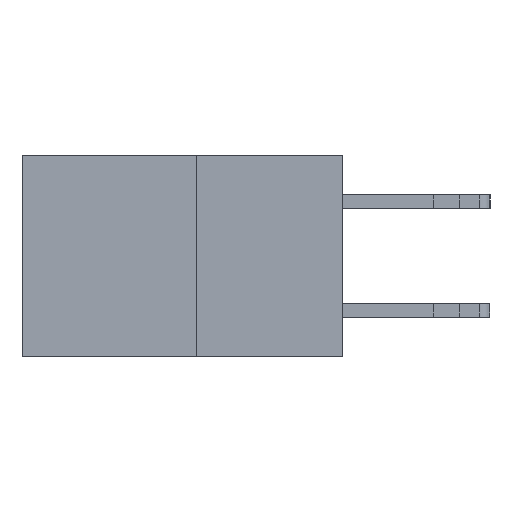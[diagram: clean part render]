
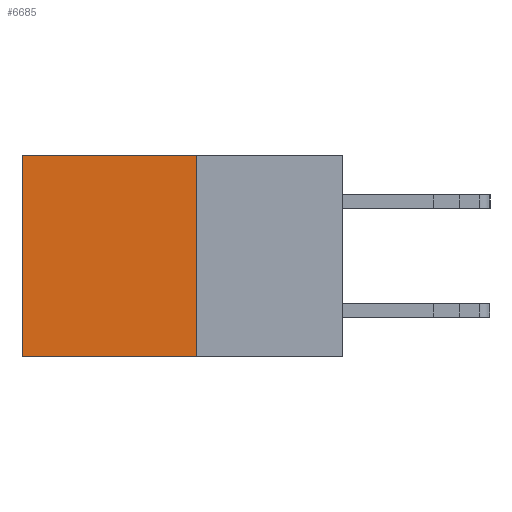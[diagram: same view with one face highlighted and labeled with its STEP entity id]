
A CAD part, left-side view. The second image highlights one B-rep face of the part: STEP entity #6685.
In plain terms, the highlighted planar face has unit normal (-1, 0, 0).
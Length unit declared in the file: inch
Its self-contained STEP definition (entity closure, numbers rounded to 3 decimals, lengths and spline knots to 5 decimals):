
#24 = ORIENTED_EDGE ( 'NONE', *, *, #25372, .F. ) ;
#1233 = CARTESIAN_POINT ( 'NONE',  ( 0.277, 0.59, -0.37 ) ) ;
#2508 = LINE ( 'NONE', #1233, #23527 ) ;
#2975 = EDGE_CURVE ( 'NONE', #7315, #26925, #14293, .T. ) ;
#3740 = DIRECTION ( 'NONE',  ( 0., 0., -1. ) ) ;
#3763 = DIRECTION ( 'NONE',  ( 1., 0., 0. ) ) ;
#3803 = PLANE ( 'NONE',  #11126 ) ;
#3923 = CARTESIAN_POINT ( 'NONE',  ( 0.277, 0.27, -0.37 ) ) ;
#4156 = CARTESIAN_POINT ( 'NONE',  ( 0.277, 0.59, 0. ) ) ;
#5748 = CARTESIAN_POINT ( 'NONE',  ( 0.277, 0.27, -0.37 ) ) ;
#5833 = ORIENTED_EDGE ( 'NONE', *, *, #13766, .T. ) ;
#6685 = ADVANCED_FACE ( 'NONE', ( #25959 ), #3803, .F. ) ;
#7315 = VERTEX_POINT ( 'NONE', #17727 ) ;
#9794 = EDGE_LOOP ( 'NONE', ( #5833, #23185, #24, #20064 ) ) ;
#11126 = AXIS2_PLACEMENT_3D ( 'NONE', #3923, #3763, #3740 ) ;
#12156 = DIRECTION ( 'NONE',  ( 0., 0., -1. ) ) ;
#12181 = CARTESIAN_POINT ( 'NONE',  ( 0.277, 0.59, -0.37 ) ) ;
#12838 = DIRECTION ( 'NONE',  ( 0., 1., 0. ) ) ;
#13117 = VECTOR ( 'NONE', #12838, 39.37008 ) ;
#13627 = VECTOR ( 'NONE', #18214, 39.37008 ) ;
#13766 = EDGE_CURVE ( 'NONE', #26925, #16928, #2508, .T. ) ;
#14293 = LINE ( 'NONE', #21331, #13627 ) ;
#16928 = VERTEX_POINT ( 'NONE', #12181 ) ;
#17727 = CARTESIAN_POINT ( 'NONE',  ( 0.277, 0.27, 0. ) ) ;
#18214 = DIRECTION ( 'NONE',  ( 0., 1., 0. ) ) ;
#20064 = ORIENTED_EDGE ( 'NONE', *, *, #2975, .T. ) ;
#20392 = EDGE_CURVE ( 'NONE', #23001, #16928, #23871, .T. ) ;
#21331 = CARTESIAN_POINT ( 'NONE',  ( 0.277, 0.27, 0. ) ) ;
#22935 = VECTOR ( 'NONE', #23137, 39.37008 ) ;
#23001 = VERTEX_POINT ( 'NONE', #26768 ) ;
#23137 = DIRECTION ( 'NONE',  ( 0., 0., -1. ) ) ;
#23185 = ORIENTED_EDGE ( 'NONE', *, *, #20392, .F. ) ;
#23527 = VECTOR ( 'NONE', #12156, 39.37008 ) ;
#23871 = LINE ( 'NONE', #25711, #13117 ) ;
#24301 = LINE ( 'NONE', #5748, #22935 ) ;
#25372 = EDGE_CURVE ( 'NONE', #7315, #23001, #24301, .T. ) ;
#25711 = CARTESIAN_POINT ( 'NONE',  ( 0.277, 0.27, -0.37 ) ) ;
#25959 = FACE_OUTER_BOUND ( 'NONE', #9794, .T. ) ;
#26768 = CARTESIAN_POINT ( 'NONE',  ( 0.277, 0.27, -0.37 ) ) ;
#26925 = VERTEX_POINT ( 'NONE', #4156 ) ;
